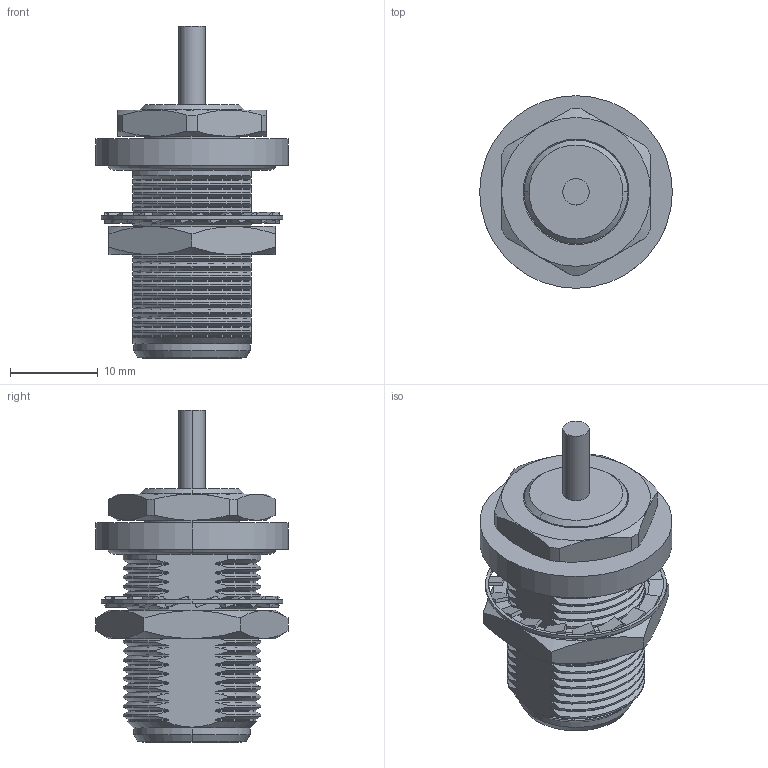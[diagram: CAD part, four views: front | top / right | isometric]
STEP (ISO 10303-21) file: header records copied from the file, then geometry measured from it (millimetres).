
FILE_DESCRIPTION (( 'STEP AP203' ), '1' );
FILE_NAME ('R161.606.045C.STEP', '2011-11-29T10:31:31', ( 'RADIALL' ), ( 'RADIALL' ), 'SwSTEP 2.0', 'SolidWorks 2011', '' );
FILE_SCHEMA (( 'CONFIG_CONTROL_DESIGN' ));
Length unit declared in the file: millimetre
Products named in the file (1): R161.606.045C
Bounding box: 22 x 22 x 37.92 mm (x, y, z)
Volume: 5552.3 mm3; surface area: 4632.1 mm2
Topology: 2 solids, 3 shells, 416 faces, 1146 edges, 737 vertices
Faces by surface type: cone 148, cylinder 140, plane 114, torus 14
Entity records: 14007 total; most frequent: CARTESIAN_POINT 3522, ORIENTED_EDGE 2288, DIRECTION 2104, EDGE_CURVE 1144, AXIS2_PLACEMENT_3D 859, VERTEX_POINT 737, EDGE_LOOP 471, CIRCLE 442
